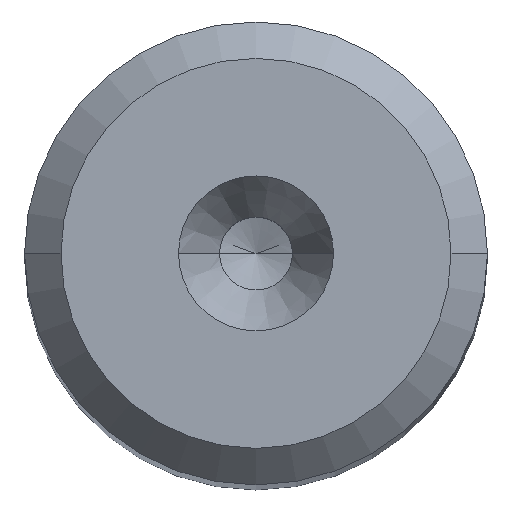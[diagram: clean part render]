
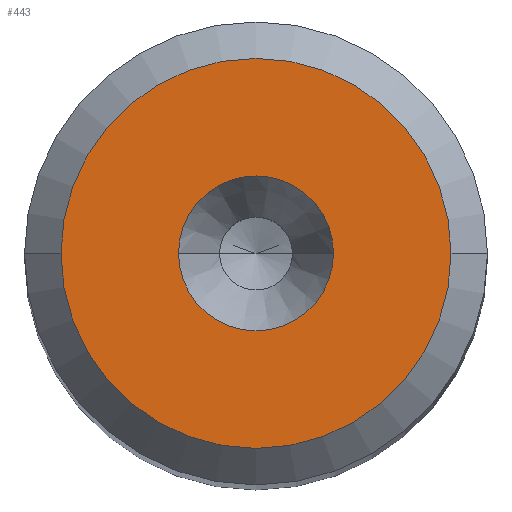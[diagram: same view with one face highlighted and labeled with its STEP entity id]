
A CAD part, top view. The second image highlights one B-rep face of the part: STEP entity #443.
In plain terms, the highlighted planar face has unit normal (0, 0, 1).
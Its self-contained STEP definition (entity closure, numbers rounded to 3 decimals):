
#443=ADVANCED_FACE('',(#561,#562),#540,.T.);
#540=PLANE('',#1882);
#561=FACE_BOUND('',#571,.T.);
#562=FACE_BOUND('',#572,.T.);
#571=EDGE_LOOP('',(#673,#674,#675,#676));
#572=EDGE_LOOP('',(#677,#678));
#673=ORIENTED_EDGE('',*,*,#1411,.F.);
#674=ORIENTED_EDGE('',*,*,#1412,.F.);
#675=ORIENTED_EDGE('',*,*,#1413,.F.);
#676=ORIENTED_EDGE('',*,*,#1414,.F.);
#677=ORIENTED_EDGE('',*,*,#1415,.F.);
#678=ORIENTED_EDGE('',*,*,#1416,.F.);
#1225=VERTEX_POINT('',#2689);
#1226=VERTEX_POINT('',#2690);
#1227=VERTEX_POINT('',#2692);
#1228=VERTEX_POINT('',#2694);
#1229=VERTEX_POINT('',#2697);
#1230=VERTEX_POINT('',#2698);
#1411=EDGE_CURVE('',#1225,#1226,#1687,.T.);
#1412=EDGE_CURVE('',#1227,#1225,#1688,.T.);
#1413=EDGE_CURVE('',#1228,#1227,#1689,.T.);
#1414=EDGE_CURVE('',#1226,#1228,#1690,.T.);
#1415=EDGE_CURVE('',#1229,#1230,#1691,.T.);
#1416=EDGE_CURVE('',#1230,#1229,#1692,.T.);
#1687=CIRCLE('',#1876,5.35);
#1688=CIRCLE('',#1877,5.35);
#1689=CIRCLE('',#1878,5.35);
#1690=CIRCLE('',#1879,5.35);
#1691=CIRCLE('',#1880,2.125);
#1692=CIRCLE('',#1881,2.125);
#1876=AXIS2_PLACEMENT_3D('',#2688,#2131,#2132);
#1877=AXIS2_PLACEMENT_3D('',#2691,#2133,#2134);
#1878=AXIS2_PLACEMENT_3D('',#2693,#2135,#2136);
#1879=AXIS2_PLACEMENT_3D('',#2695,#2137,#2138);
#1880=AXIS2_PLACEMENT_3D('',#2696,#2139,#2140);
#1881=AXIS2_PLACEMENT_3D('',#2699,#2141,#2142);
#1882=AXIS2_PLACEMENT_3D('',#2700,#2143,#2144);
#2131=DIRECTION('',(0.,0.,-1.));
#2132=DIRECTION('',(0.,1.,0.));
#2133=DIRECTION('',(0.,0.,-1.));
#2134=DIRECTION('',(-1.,0.,0.));
#2135=DIRECTION('',(0.,0.,-1.));
#2136=DIRECTION('',(0.,-1.,0.));
#2137=DIRECTION('',(0.,0.,-1.));
#2138=DIRECTION('',(1.,0.,0.));
#2139=DIRECTION('',(0.,0.,1.));
#2140=DIRECTION('',(-1.,0.,0.));
#2141=DIRECTION('',(0.,0.,1.));
#2142=DIRECTION('',(1.,0.,0.));
#2143=DIRECTION('',(0.,0.,1.));
#2144=DIRECTION('',(1.,0.,0.));
#2688=CARTESIAN_POINT('',(0.,0.,0.));
#2689=CARTESIAN_POINT('',(0.,5.35,0.));
#2690=CARTESIAN_POINT('',(5.35,0.,0.));
#2691=CARTESIAN_POINT('',(0.,0.,0.));
#2692=CARTESIAN_POINT('',(-5.35,0.,0.));
#2693=CARTESIAN_POINT('',(0.,0.,0.));
#2694=CARTESIAN_POINT('',(0.,-5.35,0.));
#2695=CARTESIAN_POINT('',(0.,0.,0.));
#2696=CARTESIAN_POINT('',(0.,0.,0.));
#2697=CARTESIAN_POINT('',(-2.125,0.,0.));
#2698=CARTESIAN_POINT('',(2.125,0.,0.));
#2699=CARTESIAN_POINT('',(0.,0.,0.));
#2700=CARTESIAN_POINT('',(0.,0.,0.));
